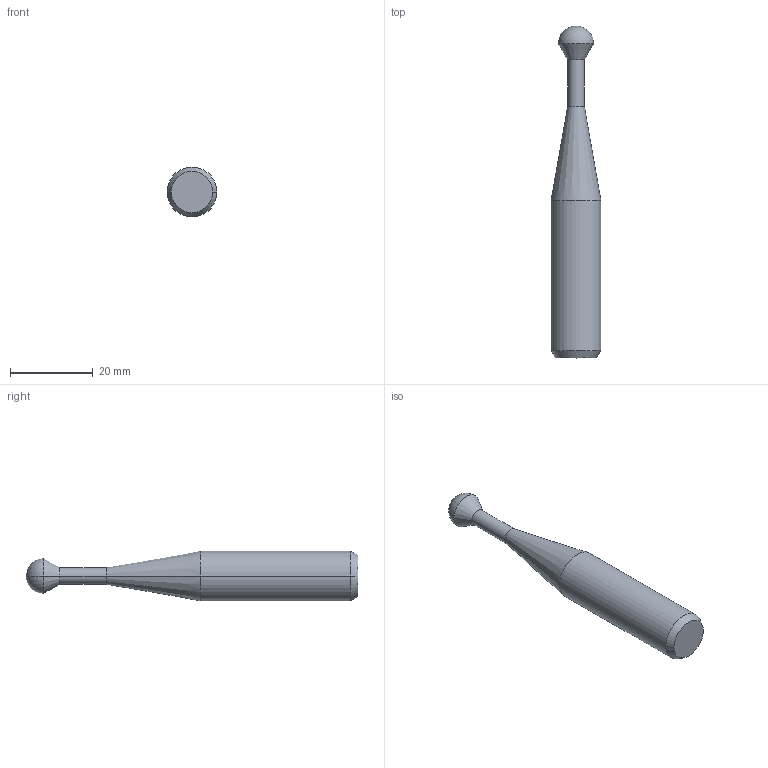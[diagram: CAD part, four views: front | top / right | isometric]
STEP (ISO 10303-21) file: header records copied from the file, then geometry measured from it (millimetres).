
FILE_DESCRIPTION (( 'STEP AP203' ), '1' );
FILE_NAME ('RT5_S12.STEP', '2024-04-15T12:36:34', ( '' ), ( '' ), 'SwSTEP 2.0', 'SolidWorks 2023', '' );
FILE_SCHEMA (( 'CONFIG_CONTROL_DESIGN' ));
Length unit declared in the file: millimetre
Products named in the file (1): RT5_S12
Bounding box: 12 x 80 x 12 mm (x, y, z)
Volume: 5928 mm3; surface area: 2436 mm2
Topology: 1 solids, 1 shells, 13 faces, 28 edges, 15 vertices
Faces by surface type: cone 6, cylinder 4, sphere 2, plane 1
Entity records: 397 total; most frequent: DIRECTION 66, CARTESIAN_POINT 51, ORIENTED_EDGE 48, AXIS2_PLACEMENT_3D 28, EDGE_CURVE 24, CIRCLE 14, VERTEX_POINT 13, FACE_OUTER_BOUND 13
